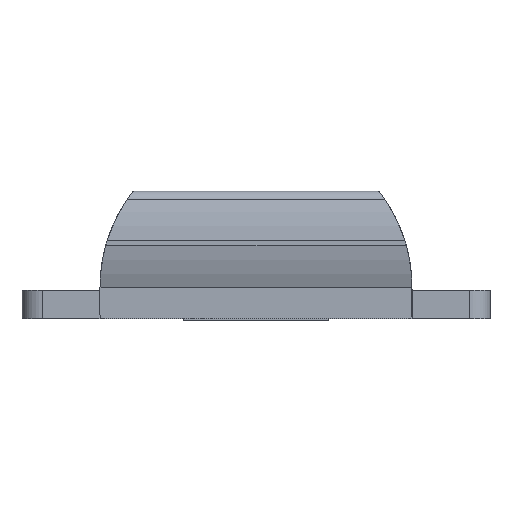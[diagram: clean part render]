
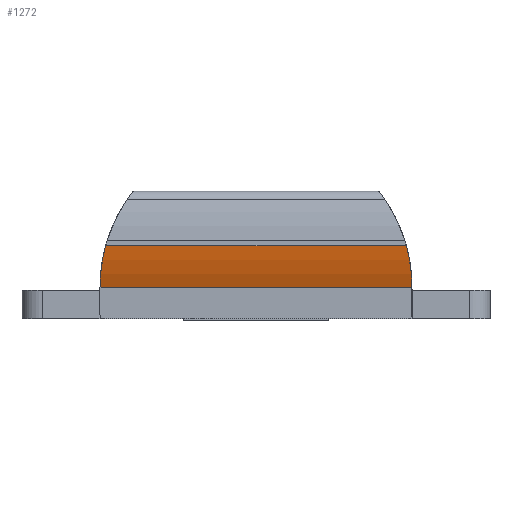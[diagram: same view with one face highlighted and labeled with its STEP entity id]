
A CAD part, front view. The second image highlights one B-rep face of the part: STEP entity #1272.
In plain terms, the highlighted cylindrical face has radius 15 mm (diameter 30 mm), a partial arc.
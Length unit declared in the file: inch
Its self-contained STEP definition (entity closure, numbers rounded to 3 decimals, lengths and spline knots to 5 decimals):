
#117 = DIRECTION ( 'NONE',  ( -1., 0., 0. ) ) ;
#140 = CARTESIAN_POINT ( 'NONE',  ( 0.56917, -0.66929, 0.27559 ) ) ;
#327 = VERTEX_POINT ( 'NONE', #471 ) ;
#364 = AXIS2_PLACEMENT_3D ( 'NONE', #2273, #1471, #463 ) ;
#386 = CARTESIAN_POINT ( 'NONE',  ( 0.58392, -0.66356, 0.22228 ) ) ;
#441 = CARTESIAN_POINT ( 'NONE',  ( -0.59055, -0.62992, 0.11811 ) ) ;
#463 = DIRECTION ( 'NONE',  ( 0., -1., 0. ) ) ;
#471 = CARTESIAN_POINT ( 'NONE',  ( -0.59055, -0.62992, 0.11811 ) ) ;
#472 = CARTESIAN_POINT ( 'NONE',  ( 0.59055, -0.62992, 0.11811 ) ) ;
#560 = CYLINDRICAL_SURFACE ( 'NONE', #364, 0.59055 ) ;
#572 = VERTEX_POINT ( 'NONE', #140 ) ;
#758 = EDGE_LOOP ( 'NONE', ( #2070, #1336, #2005, #827 ) ) ;
#781 = CARTESIAN_POINT ( 'NONE',  ( 0.59055, -0.62992, 0.11811 ) ) ;
#827 = ORIENTED_EDGE ( 'NONE', *, *, #1865, .F. ) ;
#1169 = CARTESIAN_POINT ( 'NONE',  ( 0.59055, -0.66929, 0.27559 ) ) ;
#1187 = DIRECTION ( 'NONE',  ( 1., 0., 0. ) ) ;
#1252 = CARTESIAN_POINT ( 'NONE',  ( 0.59055, -0.65068, 0.16966 ) ) ;
#1272 = ADVANCED_FACE ( 'NONE', ( #2664 ), #560, .T. ) ;
#1336 = ORIENTED_EDGE ( 'NONE', *, *, #2418, .F. ) ;
#1351 = VERTEX_POINT ( 'NONE', #472 ) ;
#1447 = CARTESIAN_POINT ( 'NONE',  ( -0.56917, -0.66929, 0.27559 ) ) ;
#1458 = CARTESIAN_POINT ( 'NONE',  ( -0.59055, -0.65068, 0.16966 ) ) ;
#1471 = DIRECTION ( 'NONE',  ( -1., 0., 0. ) ) ;
#1474 = VECTOR ( 'NONE', #117, 39.37008 ) ;
#1504 = B_SPLINE_CURVE_WITH_KNOTS ( 'NONE', 3,
 ( #2492, #386, #1252, #2269 ),
 .UNSPECIFIED., .F., .F.,
 ( 4, 4 ),
 ( 0., 0.00416 ),
 .UNSPECIFIED. ) ;
#1635 = LINE ( 'NONE', #781, #2018 ) ;
#1737 = CARTESIAN_POINT ( 'NONE',  ( -0.56917, -0.66929, 0.27559 ) ) ;
#1865 = EDGE_CURVE ( 'NONE', #572, #1351, #1504, .T. ) ;
#2005 = ORIENTED_EDGE ( 'NONE', *, *, #2334, .T. ) ;
#2018 = VECTOR ( 'NONE', #1187, 39.37008 ) ;
#2070 = ORIENTED_EDGE ( 'NONE', *, *, #2240, .T. ) ;
#2116 = B_SPLINE_CURVE_WITH_KNOTS ( 'NONE', 3,
 ( #441, #1458, #2498, #1447 ),
 .UNSPECIFIED., .F., .F.,
 ( 4, 4 ),
 ( 0., 0.00416 ),
 .UNSPECIFIED. ) ;
#2240 = EDGE_CURVE ( 'NONE', #572, #2647, #2298, .T. ) ;
#2269 = CARTESIAN_POINT ( 'NONE',  ( 0.59055, -0.62992, 0.11811 ) ) ;
#2273 = CARTESIAN_POINT ( 'NONE',  ( 0.59055, -0.08212, 0.33872 ) ) ;
#2298 = LINE ( 'NONE', #1169, #1474 ) ;
#2334 = EDGE_CURVE ( 'NONE', #327, #1351, #1635, .T. ) ;
#2418 = EDGE_CURVE ( 'NONE', #327, #2647, #2116, .T. ) ;
#2492 = CARTESIAN_POINT ( 'NONE',  ( 0.56917, -0.66929, 0.27559 ) ) ;
#2498 = CARTESIAN_POINT ( 'NONE',  ( -0.58392, -0.66356, 0.22228 ) ) ;
#2647 = VERTEX_POINT ( 'NONE', #1737 ) ;
#2664 = FACE_OUTER_BOUND ( 'NONE', #758, .T. ) ;
